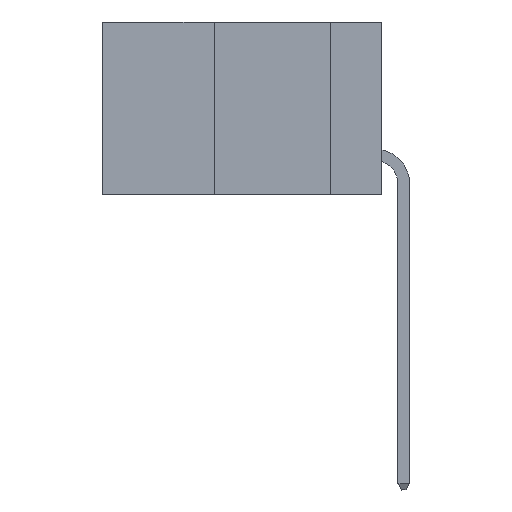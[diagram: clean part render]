
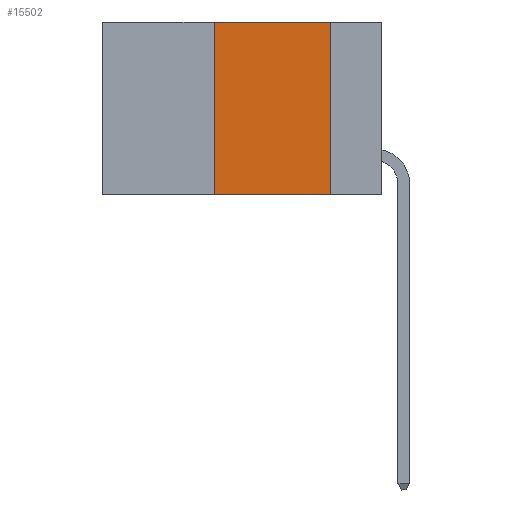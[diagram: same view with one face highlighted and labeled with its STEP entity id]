
A CAD part, left-side view. The second image highlights one B-rep face of the part: STEP entity #15502.
In plain terms, the highlighted planar face has unit normal (-1, 0, 0).
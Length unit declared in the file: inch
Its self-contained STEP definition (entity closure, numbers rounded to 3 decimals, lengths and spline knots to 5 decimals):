
#176 = VERTEX_POINT ( 'NONE', #15157 ) ;
#661 = LINE ( 'NONE', #9986, #24649 ) ;
#2657 = ORIENTED_EDGE ( 'NONE', *, *, #4928, .F. ) ;
#3109 = LINE ( 'NONE', #27595, #26293 ) ;
#4928 = EDGE_CURVE ( 'NONE', #14852, #7381, #3109, .T. ) ;
#5070 = PLANE ( 'NONE',  #6743 ) ;
#5608 = CARTESIAN_POINT ( 'NONE',  ( 0., 0.36, 0. ) ) ;
#5892 = VECTOR ( 'NONE', #25436, 39.37008 ) ;
#6697 = FACE_OUTER_BOUND ( 'NONE', #23632, .T. ) ;
#6743 = AXIS2_PLACEMENT_3D ( 'NONE', #21011, #31583, #14247 ) ;
#7381 = VERTEX_POINT ( 'NONE', #21528 ) ;
#7554 = CARTESIAN_POINT ( 'NONE',  ( 0., 0.6, -0.37 ) ) ;
#9986 = CARTESIAN_POINT ( 'NONE',  ( 0., 0.36, 0. ) ) ;
#11255 = ORIENTED_EDGE ( 'NONE', *, *, #25257, .F. ) ;
#12655 = EDGE_CURVE ( 'NONE', #176, #29058, #19863, .T. ) ;
#14247 = DIRECTION ( 'NONE',  ( 0., 0., -1. ) ) ;
#14622 = DIRECTION ( 'NONE',  ( 0., 0., 1. ) ) ;
#14852 = VERTEX_POINT ( 'NONE', #5608 ) ;
#15029 = ORIENTED_EDGE ( 'NONE', *, *, #12655, .T. ) ;
#15142 = ORIENTED_EDGE ( 'NONE', *, *, #30305, .F. ) ;
#15157 = CARTESIAN_POINT ( 'NONE',  ( 0., 0.36, -0.37 ) ) ;
#15502 = ADVANCED_FACE ( 'NONE', ( #6697 ), #5070, .F. ) ;
#17399 = DIRECTION ( 'NONE',  ( 0., -1., 0. ) ) ;
#19863 = LINE ( 'NONE', #7554, #5892 ) ;
#20964 = CARTESIAN_POINT ( 'NONE',  ( 0., 0.11, -0.37 ) ) ;
#21011 = CARTESIAN_POINT ( 'NONE',  ( 0., 0.6, 0. ) ) ;
#21528 = CARTESIAN_POINT ( 'NONE',  ( 0., 0.11, 0. ) ) ;
#22422 = DIRECTION ( 'NONE',  ( 0., 0., -1. ) ) ;
#23632 = EDGE_LOOP ( 'NONE', ( #15142, #2657, #11255, #15029 ) ) ;
#23688 = LINE ( 'NONE', #27246, #31622 ) ;
#24649 = VECTOR ( 'NONE', #14622, 39.37008 ) ;
#25257 = EDGE_CURVE ( 'NONE', #176, #14852, #661, .T. ) ;
#25436 = DIRECTION ( 'NONE',  ( 0., -1., 0. ) ) ;
#26293 = VECTOR ( 'NONE', #17399, 39.37008 ) ;
#27246 = CARTESIAN_POINT ( 'NONE',  ( 0., 0.11, 0. ) ) ;
#27595 = CARTESIAN_POINT ( 'NONE',  ( 0., 0.6, 0. ) ) ;
#29058 = VERTEX_POINT ( 'NONE', #20964 ) ;
#30305 = EDGE_CURVE ( 'NONE', #7381, #29058, #23688, .T. ) ;
#31583 = DIRECTION ( 'NONE',  ( 1., 0., 0. ) ) ;
#31622 = VECTOR ( 'NONE', #22422, 39.37008 ) ;
